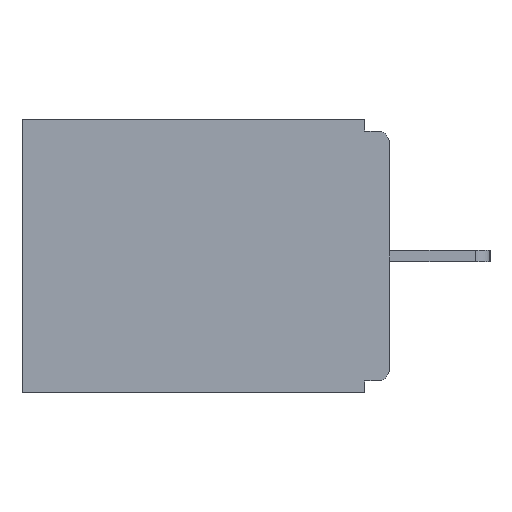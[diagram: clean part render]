
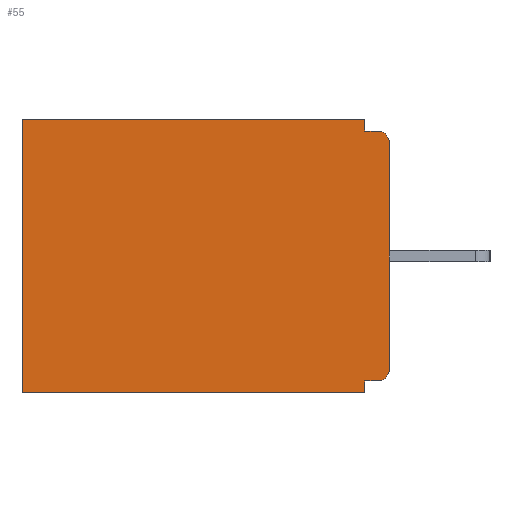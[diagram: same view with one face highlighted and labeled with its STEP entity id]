
A CAD part, left-side view. The second image highlights one B-rep face of the part: STEP entity #55.
In plain terms, the highlighted planar face has unit normal (-1, 0, 0).
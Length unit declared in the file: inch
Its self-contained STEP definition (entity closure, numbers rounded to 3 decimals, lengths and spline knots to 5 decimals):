
#55 = ADVANCED_FACE ( 'NONE', ( #11032 ), #851, .F. ) ;
#178 = VERTEX_POINT ( 'NONE', #13812 ) ;
#332 = CARTESIAN_POINT ( 'NONE',  ( 0.298, 0.031, 0. ) ) ;
#667 = VERTEX_POINT ( 'NONE', #13118 ) ;
#815 = VERTEX_POINT ( 'NONE', #11001 ) ;
#851 = PLANE ( 'NONE',  #5065 ) ;
#1002 = EDGE_CURVE ( 'NONE', #14670, #815, #5996, .T. ) ;
#1099 = ORIENTED_EDGE ( 'NONE', *, *, #9080, .F. ) ;
#1423 = DIRECTION ( 'NONE',  ( 0., 1., 0. ) ) ;
#1554 = ORIENTED_EDGE ( 'NONE', *, *, #12597, .T. ) ;
#1989 = DIRECTION ( 'NONE',  ( 0., 0., -1. ) ) ;
#2119 = CARTESIAN_POINT ( 'NONE',  ( 0.298, 0., 0. ) ) ;
#2131 = CARTESIAN_POINT ( 'NONE',  ( 0.298, 0., -0.328 ) ) ;
#2284 = VECTOR ( 'NONE', #1423, 39.37008 ) ;
#2472 = DIRECTION ( 'NONE',  ( -1., 0., 0. ) ) ;
#2564 = VECTOR ( 'NONE', #7361, 39.37008 ) ;
#2846 = LINE ( 'NONE', #13208, #2564 ) ;
#2905 = VERTEX_POINT ( 'NONE', #8441 ) ;
#3129 = DIRECTION ( 'NONE',  ( 1., 0., 0. ) ) ;
#3150 = EDGE_LOOP ( 'NONE', ( #13610, #3573, #3179, #1554, #6887, #1099, #8748, #13130, #7500, #5877 ) ) ;
#3179 = ORIENTED_EDGE ( 'NONE', *, *, #14405, .F. ) ;
#3259 = CARTESIAN_POINT ( 'NONE',  ( 0.298, 0.031, -0.343 ) ) ;
#3326 = CARTESIAN_POINT ( 'NONE',  ( 0.298, 0.015, -0.328 ) ) ;
#3551 = EDGE_CURVE ( 'NONE', #667, #11777, #5548, .T. ) ;
#3560 = VERTEX_POINT ( 'NONE', #3326 ) ;
#3573 = ORIENTED_EDGE ( 'NONE', *, *, #3551, .F. ) ;
#3691 = DIRECTION ( 'NONE',  ( 0., 0., -1. ) ) ;
#3930 = CARTESIAN_POINT ( 'NONE',  ( 0.298, 0.015, -0.015 ) ) ;
#4565 = DIRECTION ( 'NONE',  ( 0., 0., -1. ) ) ;
#5065 = AXIS2_PLACEMENT_3D ( 'NONE', #2119, #3129, #7652 ) ;
#5548 = LINE ( 'NONE', #13718, #13855 ) ;
#5791 = VECTOR ( 'NONE', #8929, 39.37008 ) ;
#5877 = ORIENTED_EDGE ( 'NONE', *, *, #14312, .F. ) ;
#5996 = LINE ( 'NONE', #10548, #14046 ) ;
#6079 = CARTESIAN_POINT ( 'NONE',  ( 0.298, 0., -0.313 ) ) ;
#6107 = VECTOR ( 'NONE', #8144, 39.37008 ) ;
#6109 = AXIS2_PLACEMENT_3D ( 'NONE', #8400, #2472, #6978 ) ;
#6711 = DIRECTION ( 'NONE',  ( 0., 1., 0. ) ) ;
#6763 = LINE ( 'NONE', #12676, #5791 ) ;
#6804 = LINE ( 'NONE', #10238, #12313 ) ;
#6887 = ORIENTED_EDGE ( 'NONE', *, *, #1002, .T. ) ;
#6978 = DIRECTION ( 'NONE',  ( 0., 0., -1. ) ) ;
#7034 = CARTESIAN_POINT ( 'NONE',  ( 0.298, 0., -0.343 ) ) ;
#7361 = DIRECTION ( 'NONE',  ( 0., 1., 0. ) ) ;
#7475 = AXIS2_PLACEMENT_3D ( 'NONE', #8516, #11119, #1989 ) ;
#7500 = ORIENTED_EDGE ( 'NONE', *, *, #12921, .T. ) ;
#7652 = DIRECTION ( 'NONE',  ( 0., 0., -1. ) ) ;
#7915 = LINE ( 'NONE', #8221, #6107 ) ;
#8144 = DIRECTION ( 'NONE',  ( 0., 0., -1. ) ) ;
#8152 = VERTEX_POINT ( 'NONE', #332 ) ;
#8221 = CARTESIAN_POINT ( 'NONE',  ( 0.298, 0., 0. ) ) ;
#8400 = CARTESIAN_POINT ( 'NONE',  ( 0.298, 0.015, -0.313 ) ) ;
#8441 = CARTESIAN_POINT ( 'NONE',  ( 0.298, 0.031, -0.328 ) ) ;
#8516 = CARTESIAN_POINT ( 'NONE',  ( 0.298, 0.015, -0.03 ) ) ;
#8748 = ORIENTED_EDGE ( 'NONE', *, *, #8804, .F. ) ;
#8804 = EDGE_CURVE ( 'NONE', #2905, #11603, #6763, .T. ) ;
#8929 = DIRECTION ( 'NONE',  ( 0., 0., -1. ) ) ;
#9080 = EDGE_CURVE ( 'NONE', #11603, #815, #9341, .T. ) ;
#9341 = LINE ( 'NONE', #7034, #2284 ) ;
#9388 = EDGE_CURVE ( 'NONE', #178, #11777, #12740, .T. ) ;
#9583 = EDGE_CURVE ( 'NONE', #3560, #2905, #12325, .T. ) ;
#10238 = CARTESIAN_POINT ( 'NONE',  ( 0.298, 0.031, -0.343 ) ) ;
#10548 = CARTESIAN_POINT ( 'NONE',  ( 0.298, 0.46, 0. ) ) ;
#10696 = VERTEX_POINT ( 'NONE', #6079 ) ;
#11001 = CARTESIAN_POINT ( 'NONE',  ( 0.298, 0.46, -0.343 ) ) ;
#11032 = FACE_OUTER_BOUND ( 'NONE', #3150, .T. ) ;
#11119 = DIRECTION ( 'NONE',  ( -1., 0., 0. ) ) ;
#11311 = VECTOR ( 'NONE', #6711, 39.37008 ) ;
#11603 = VERTEX_POINT ( 'NONE', #3259 ) ;
#11777 = VERTEX_POINT ( 'NONE', #3930 ) ;
#12313 = VECTOR ( 'NONE', #4565, 39.37008 ) ;
#12325 = LINE ( 'NONE', #2131, #11311 ) ;
#12394 = CARTESIAN_POINT ( 'NONE',  ( 0.298, 0.46, 0. ) ) ;
#12597 = EDGE_CURVE ( 'NONE', #8152, #14670, #2846, .T. ) ;
#12676 = CARTESIAN_POINT ( 'NONE',  ( 0.298, 0.031, -0.343 ) ) ;
#12740 = CIRCLE ( 'NONE', #7475, 0.015 ) ;
#12921 = EDGE_CURVE ( 'NONE', #3560, #10696, #14477, .T. ) ;
#13118 = CARTESIAN_POINT ( 'NONE',  ( 0.298, 0.031, -0.015 ) ) ;
#13130 = ORIENTED_EDGE ( 'NONE', *, *, #9583, .F. ) ;
#13208 = CARTESIAN_POINT ( 'NONE',  ( 0.298, 0., 0. ) ) ;
#13610 = ORIENTED_EDGE ( 'NONE', *, *, #9388, .T. ) ;
#13718 = CARTESIAN_POINT ( 'NONE',  ( 0.298, 0., -0.015 ) ) ;
#13812 = CARTESIAN_POINT ( 'NONE',  ( 0.298, 0., -0.03 ) ) ;
#13855 = VECTOR ( 'NONE', #14694, 39.37008 ) ;
#14046 = VECTOR ( 'NONE', #3691, 39.37008 ) ;
#14312 = EDGE_CURVE ( 'NONE', #178, #10696, #7915, .T. ) ;
#14405 = EDGE_CURVE ( 'NONE', #8152, #667, #6804, .T. ) ;
#14477 = CIRCLE ( 'NONE', #6109, 0.015 ) ;
#14670 = VERTEX_POINT ( 'NONE', #12394 ) ;
#14694 = DIRECTION ( 'NONE',  ( 0., -1., 0. ) ) ;
